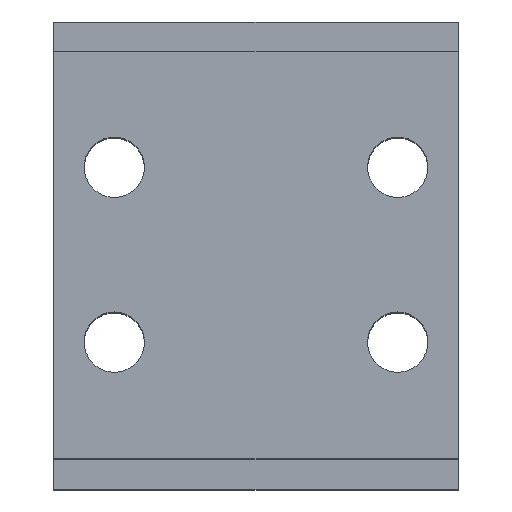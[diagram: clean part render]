
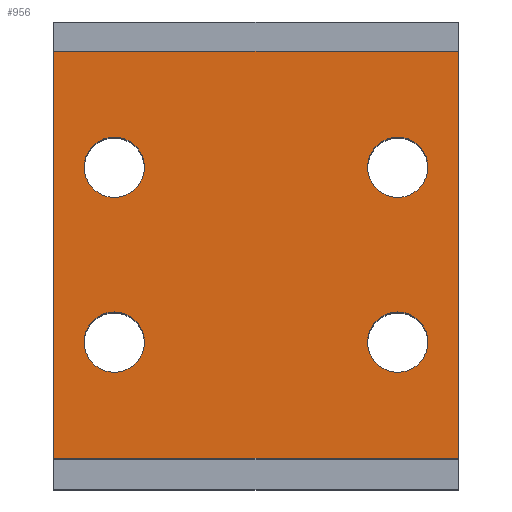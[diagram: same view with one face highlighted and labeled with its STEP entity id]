
A CAD part, top view. The second image highlights one B-rep face of the part: STEP entity #956.
In plain terms, the highlighted planar face has unit normal (0, 0, 1).
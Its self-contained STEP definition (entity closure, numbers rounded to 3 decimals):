
#29=FACE_BOUND('',#159,.T.);
#30=FACE_BOUND('',#160,.T.);
#31=FACE_BOUND('',#161,.T.);
#32=FACE_BOUND('',#162,.T.);
#50=PLANE('',#1044);
#96=FACE_OUTER_BOUND('',#158,.T.);
#158=EDGE_LOOP('',(#749,#750,#751,#752));
#159=EDGE_LOOP('',(#753));
#160=EDGE_LOOP('',(#754));
#161=EDGE_LOOP('',(#755));
#162=EDGE_LOOP('',(#756));
#233=LINE('',#1445,#337);
#240=LINE('',#1462,#344);
#243=LINE('',#1473,#347);
#244=LINE('',#1474,#348);
#337=VECTOR('',#1171,10.);
#344=VECTOR('',#1190,10.);
#347=VECTOR('',#1203,10.);
#348=VECTOR('',#1204,10.);
#429=CIRCLE('',#1036,2.);
#430=CIRCLE('',#1038,2.);
#431=CIRCLE('',#1041,2.);
#432=CIRCLE('',#1043,2.);
#475=VERTEX_POINT('',#1442);
#476=VERTEX_POINT('',#1444);
#478=VERTEX_POINT('',#1452);
#479=VERTEX_POINT('',#1456);
#480=VERTEX_POINT('',#1460);
#481=VERTEX_POINT('',#1464);
#482=VERTEX_POINT('',#1468);
#483=VERTEX_POINT('',#1472);
#573=EDGE_CURVE('',#475,#476,#233,.T.);
#578=EDGE_CURVE('',#478,#478,#429,.T.);
#580=EDGE_CURVE('',#479,#479,#430,.T.);
#582=EDGE_CURVE('',#480,#475,#240,.T.);
#584=EDGE_CURVE('',#481,#481,#431,.T.);
#586=EDGE_CURVE('',#482,#482,#432,.T.);
#587=EDGE_CURVE('',#480,#483,#243,.T.);
#588=EDGE_CURVE('',#483,#476,#244,.T.);
#749=ORIENTED_EDGE('',*,*,#573,.F.);
#750=ORIENTED_EDGE('',*,*,#582,.F.);
#751=ORIENTED_EDGE('',*,*,#587,.T.);
#752=ORIENTED_EDGE('',*,*,#588,.T.);
#753=ORIENTED_EDGE('',*,*,#580,.T.);
#754=ORIENTED_EDGE('',*,*,#578,.T.);
#755=ORIENTED_EDGE('',*,*,#584,.F.);
#756=ORIENTED_EDGE('',*,*,#586,.F.);
#956=ADVANCED_FACE('',(#96,#29,#30,#31,#32),#50,.F.);
#1036=AXIS2_PLACEMENT_3D('',#1454,#1180,#1181);
#1038=AXIS2_PLACEMENT_3D('',#1458,#1185,#1186);
#1041=AXIS2_PLACEMENT_3D('',#1466,#1194,#1195);
#1043=AXIS2_PLACEMENT_3D('',#1470,#1199,#1200);
#1044=AXIS2_PLACEMENT_3D('',#1471,#1201,#1202);
#1171=DIRECTION('',(0.,1.,0.));
#1180=DIRECTION('center_axis',(0.,0.,-1.));
#1181=DIRECTION('ref_axis',(-1.,0.,0.));
#1185=DIRECTION('center_axis',(0.,0.,-1.));
#1186=DIRECTION('ref_axis',(-1.,0.,0.));
#1190=DIRECTION('',(-1.,0.,0.));
#1194=DIRECTION('center_axis',(0.,0.,1.));
#1195=DIRECTION('ref_axis',(-1.,0.,0.));
#1199=DIRECTION('center_axis',(0.,0.,1.));
#1200=DIRECTION('ref_axis',(-1.,0.,0.));
#1201=DIRECTION('center_axis',(0.,0.,-1.));
#1202=DIRECTION('ref_axis',(-1.,0.,0.));
#1203=DIRECTION('',(0.,1.,0.));
#1204=DIRECTION('',(-1.,0.,0.));
#1442=CARTESIAN_POINT('',(-9.8,-13.5,42.));
#1444=CARTESIAN_POINT('',(-9.8,13.5,42.));
#1445=CARTESIAN_POINT('',(-9.8,0.,42.));
#1452=CARTESIAN_POINT('',(-3.8,-5.8,42.));
#1454=CARTESIAN_POINT('Origin',(-5.8,-5.8,42.));
#1456=CARTESIAN_POINT('',(15.,-5.8,42.));
#1458=CARTESIAN_POINT('Origin',(13.,-5.8,42.));
#1460=CARTESIAN_POINT('',(17.,-13.5,42.));
#1462=CARTESIAN_POINT('',(-9.8,-13.5,42.));
#1464=CARTESIAN_POINT('',(-3.8,5.8,42.));
#1466=CARTESIAN_POINT('Origin',(-5.8,5.8,42.));
#1468=CARTESIAN_POINT('',(15.,5.8,42.));
#1470=CARTESIAN_POINT('Origin',(13.,5.8,42.));
#1471=CARTESIAN_POINT('Origin',(17.,0.,42.));
#1472=CARTESIAN_POINT('',(17.,13.5,42.));
#1473=CARTESIAN_POINT('',(17.,0.,42.));
#1474=CARTESIAN_POINT('',(-9.8,13.5,42.));
